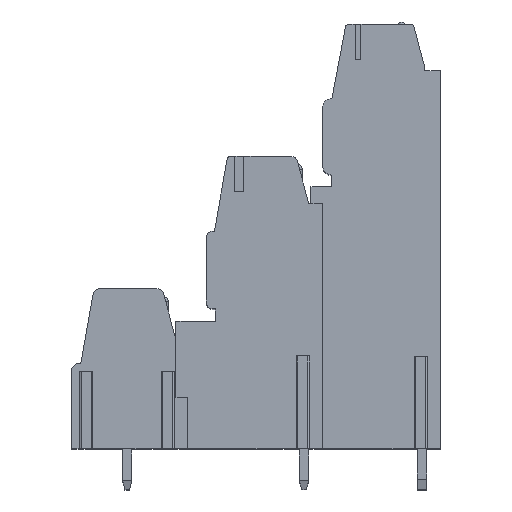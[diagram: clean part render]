
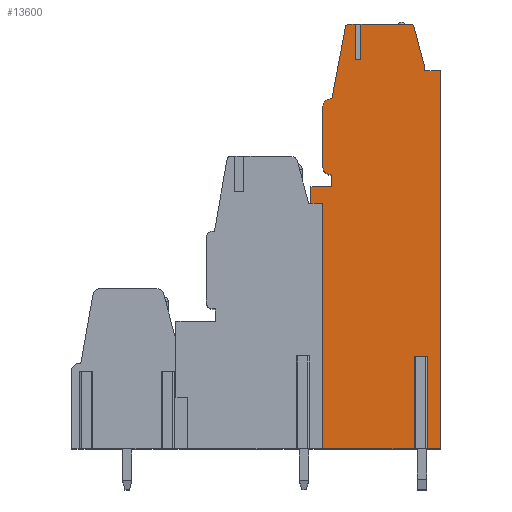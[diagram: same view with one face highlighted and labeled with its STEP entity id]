
A CAD part, top view. The second image highlights one B-rep face of the part: STEP entity #13600.
In plain terms, the highlighted planar face has unit normal (0, 0, 1).
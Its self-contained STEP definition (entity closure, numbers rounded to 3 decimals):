
#13=DIRECTION('',(0.,1.,0.));
#14=VECTOR('',#13,14.45);
#15=CARTESIAN_POINT('',(1.,-19.1,27.94));
#16=LINE('',#15,#14);
#17=DIRECTION('',(0.,-1.,0.));
#18=VECTOR('',#17,1.45);
#19=CARTESIAN_POINT('',(0.,3.5,27.94));
#20=LINE('',#19,#18);
#21=DIRECTION('',(-1.,0.,0.));
#22=VECTOR('',#21,1.8);
#23=CARTESIAN_POINT('',(1.8,3.5,27.94));
#24=LINE('',#23,#22);
#25=DIRECTION('',(0.,-1.,0.));
#26=VECTOR('',#25,1.);
#27=CARTESIAN_POINT('',(1.8,4.5,27.94));
#28=LINE('',#27,#26);
#29=CARTESIAN_POINT('',(1.8,5.3,27.94));
#30=DIRECTION('',(0.,0.,1.));
#31=DIRECTION('',(-1.,0.,0.));
#32=AXIS2_PLACEMENT_3D('',#29,#30,#31);
#34=DIRECTION('',(0.,-1.,0.));
#35=VECTOR('',#34,5.);
#36=CARTESIAN_POINT('',(1.,10.3,27.94));
#37=LINE('',#36,#35);
#38=CARTESIAN_POINT('',(1.8,10.3,27.94));
#39=DIRECTION('',(0.,0.,1.));
#40=DIRECTION('',(0.,1.,0.));
#41=AXIS2_PLACEMENT_3D('',#38,#39,#40);
#43=DIRECTION('',(-0.186,-0.983,0.));
#44=VECTOR('',#43,6.265);
#45=CARTESIAN_POINT('',(2.964,17.256,27.94));
#46=LINE('',#45,#44);
#47=CARTESIAN_POINT('',(3.259,17.2,27.94));
#48=DIRECTION('',(0.,0.,1.));
#49=DIRECTION('',(0.,1.,0.));
#50=AXIS2_PLACEMENT_3D('',#47,#48,#49);
#52=DIRECTION('',(-1.,0.,0.));
#53=VECTOR('',#52,0.551);
#54=CARTESIAN_POINT('',(3.81,17.5,27.94));
#55=LINE('',#54,#53);
#56=DIRECTION('',(0.,-1.,0.));
#57=VECTOR('',#56,3.05);
#58=CARTESIAN_POINT('',(3.81,17.5,27.94));
#59=LINE('',#58,#57);
#60=DIRECTION('',(1.,0.,0.));
#61=VECTOR('',#60,0.5);
#62=CARTESIAN_POINT('',(3.81,14.45,27.94));
#63=LINE('',#62,#61);
#64=DIRECTION('',(0.,-1.,0.));
#65=VECTOR('',#64,3.05);
#66=CARTESIAN_POINT('',(4.31,17.5,27.94));
#67=LINE('',#66,#65);
#68=DIRECTION('',(-1.,0.,0.));
#69=VECTOR('',#68,4.27);
#70=CARTESIAN_POINT('',(8.58,17.5,27.94));
#71=LINE('',#70,#69);
#72=CARTESIAN_POINT('',(8.58,17.2,27.94));
#73=DIRECTION('',(0.,0.,1.));
#74=DIRECTION('',(0.965,0.261,0.));
#75=AXIS2_PLACEMENT_3D('',#72,#73,#74);
#77=DIRECTION('',(-0.261,0.965,0.));
#78=VECTOR('',#77,3.539);
#79=CARTESIAN_POINT('',(9.792,13.861,27.94));
#80=LINE('',#79,#78);
#81=DIRECTION('',(-0.035,0.999,0.));
#82=VECTOR('',#81,0.361);
#83=CARTESIAN_POINT('',(9.805,13.5,27.94));
#84=LINE('',#83,#82);
#85=DIRECTION('',(-1.,0.,0.));
#86=VECTOR('',#85,1.355);
#87=CARTESIAN_POINT('',(11.16,13.5,27.94));
#88=LINE('',#87,#86);
#89=DIRECTION('',(0.,1.,0.));
#90=VECTOR('',#89,32.6);
#91=CARTESIAN_POINT('',(11.16,-19.1,27.94));
#92=LINE('',#91,#90);
#93=DIRECTION('',(1.,0.,0.));
#94=VECTOR('',#93,1.39);
#95=CARTESIAN_POINT('',(9.77,-19.1,27.94));
#96=LINE('',#95,#94);
#97=DIRECTION('',(0.,1.,0.));
#98=VECTOR('',#97,8.);
#99=CARTESIAN_POINT('',(9.77,-19.1,27.94));
#100=LINE('',#99,#98);
#101=DIRECTION('',(-1.,0.,0.));
#102=VECTOR('',#101,0.62);
#103=CARTESIAN_POINT('',(9.77,-11.1,27.94));
#104=LINE('',#103,#102);
#105=DIRECTION('',(0.,1.,0.));
#106=VECTOR('',#105,8.);
#107=CARTESIAN_POINT('',(9.15,-19.1,27.94));
#108=LINE('',#107,#106);
#109=DIRECTION('',(1.,0.,0.));
#110=VECTOR('',#109,8.15);
#111=CARTESIAN_POINT('',(1.,-19.1,27.94));
#112=LINE('',#111,#110);
#133=DIRECTION('',(-1.,0.,0.));
#134=VECTOR('',#133,1.195);
#135=CARTESIAN_POINT('',(1.,-4.65,27.94));
#136=LINE('',#135,#134);
#141=DIRECTION('',(-1.,0.,0.));
#142=VECTOR('',#141,0.195);
#143=CARTESIAN_POINT('',(0.,2.05,27.94));
#144=LINE('',#143,#142);
#181=DIRECTION('',(0.,-1.,0.));
#182=VECTOR('',#181,6.7);
#183=CARTESIAN_POINT('',(-0.195,2.05,27.94));
#184=LINE('',#183,#182);
#10649=CARTESIAN_POINT('',(11.16,-19.1,27.94));
#10650=CARTESIAN_POINT('',(11.16,13.5,27.94));
#10651=VERTEX_POINT('',#10649);
#10652=VERTEX_POINT('',#10650);
#10653=CARTESIAN_POINT('',(9.805,13.5,27.94));
#10654=VERTEX_POINT('',#10653);
#10655=CARTESIAN_POINT('',(9.792,13.861,27.94));
#10656=VERTEX_POINT('',#10655);
#10657=CARTESIAN_POINT('',(8.87,17.278,27.94));
#10658=VERTEX_POINT('',#10657);
#10659=CARTESIAN_POINT('',(8.58,17.5,27.94));
#10660=VERTEX_POINT('',#10659);
#10661=CARTESIAN_POINT('',(3.259,17.5,27.94));
#10662=CARTESIAN_POINT('',(2.964,17.256,27.94));
#10663=VERTEX_POINT('',#10661);
#10664=VERTEX_POINT('',#10662);
#10665=CARTESIAN_POINT('',(1.8,11.1,27.94));
#10666=VERTEX_POINT('',#10665);
#10667=CARTESIAN_POINT('',(1.,10.3,27.94));
#10668=VERTEX_POINT('',#10667);
#10669=CARTESIAN_POINT('',(1.,5.3,27.94));
#10670=VERTEX_POINT('',#10669);
#10671=CARTESIAN_POINT('',(1.8,4.5,27.94));
#10672=VERTEX_POINT('',#10671);
#10673=CARTESIAN_POINT('',(1.8,3.5,27.94));
#10674=VERTEX_POINT('',#10673);
#10675=CARTESIAN_POINT('',(0.,3.5,27.94));
#10676=VERTEX_POINT('',#10675);
#10775=CARTESIAN_POINT('',(1.,-19.1,27.94));
#10776=VERTEX_POINT('',#10775);
#10801=CARTESIAN_POINT('',(9.77,-11.1,27.94));
#10802=CARTESIAN_POINT('',(9.15,-11.1,27.94));
#10803=VERTEX_POINT('',#10801);
#10804=VERTEX_POINT('',#10802);
#10805=CARTESIAN_POINT('',(9.77,-19.1,27.94));
#10806=VERTEX_POINT('',#10805);
#10807=CARTESIAN_POINT('',(9.15,-19.1,27.94));
#10808=VERTEX_POINT('',#10807);
#10845=CARTESIAN_POINT('',(3.81,14.45,27.94));
#10846=CARTESIAN_POINT('',(4.31,14.45,27.94));
#10847=VERTEX_POINT('',#10845);
#10848=VERTEX_POINT('',#10846);
#10849=CARTESIAN_POINT('',(4.31,17.5,27.94));
#10850=VERTEX_POINT('',#10849);
#10851=CARTESIAN_POINT('',(3.81,17.5,27.94));
#10852=VERTEX_POINT('',#10851);
#11229=CARTESIAN_POINT('',(-0.195,-4.65,27.94));
#11231=VERTEX_POINT('',#11229);
#11233=CARTESIAN_POINT('',(0.,2.05,27.94));
#11234=CARTESIAN_POINT('',(-0.195,2.05,27.94));
#11235=VERTEX_POINT('',#11233);
#11236=VERTEX_POINT('',#11234);
#11241=CARTESIAN_POINT('',(1.,-4.65,27.94));
#11243=VERTEX_POINT('',#11241);
#13539=CARTESIAN_POINT('',(0.,0.,27.94));
#13540=DIRECTION('',(0.,0.,1.));
#13541=DIRECTION('',(1.,0.,0.));
#13542=AXIS2_PLACEMENT_3D('',#13539,#13540,#13541);
#13543=PLANE('',#13542);
#13545=ORIENTED_EDGE('',*,*,#13544,.T.);
#13547=ORIENTED_EDGE('',*,*,#13546,.T.);
#13549=ORIENTED_EDGE('',*,*,#13548,.F.);
#13551=ORIENTED_EDGE('',*,*,#13550,.F.);
#13553=ORIENTED_EDGE('',*,*,#13552,.F.);
#13555=ORIENTED_EDGE('',*,*,#13554,.F.);
#13557=ORIENTED_EDGE('',*,*,#13556,.F.);
#13559=ORIENTED_EDGE('',*,*,#13558,.F.);
#13561=ORIENTED_EDGE('',*,*,#13560,.F.);
#13563=ORIENTED_EDGE('',*,*,#13562,.F.);
#13565=ORIENTED_EDGE('',*,*,#13564,.F.);
#13567=ORIENTED_EDGE('',*,*,#13566,.F.);
#13569=ORIENTED_EDGE('',*,*,#13568,.F.);
#13571=ORIENTED_EDGE('',*,*,#13570,.T.);
#13573=ORIENTED_EDGE('',*,*,#13572,.T.);
#13575=ORIENTED_EDGE('',*,*,#13574,.F.);
#13577=ORIENTED_EDGE('',*,*,#13576,.F.);
#13579=ORIENTED_EDGE('',*,*,#13578,.F.);
#13581=ORIENTED_EDGE('',*,*,#13580,.F.);
#13583=ORIENTED_EDGE('',*,*,#13582,.F.);
#13585=ORIENTED_EDGE('',*,*,#13584,.F.);
#13587=ORIENTED_EDGE('',*,*,#13586,.F.);
#13589=ORIENTED_EDGE('',*,*,#13588,.F.);
#13591=ORIENTED_EDGE('',*,*,#13590,.T.);
#13593=ORIENTED_EDGE('',*,*,#13592,.T.);
#13595=ORIENTED_EDGE('',*,*,#13594,.F.);
#13597=ORIENTED_EDGE('',*,*,#13596,.F.);
#13598=EDGE_LOOP('',(#13545,#13547,#13549,#13551,#13553,#13555,#13557,#13559,
#13561,#13563,#13565,#13567,#13569,#13571,#13573,#13575,#13577,#13579,#13581,
#13583,#13585,#13587,#13589,#13591,#13593,#13595,#13597));
#13599=FACE_OUTER_BOUND('',#13598,.F.);
#33=CIRCLE('',#32,0.8);
#42=CIRCLE('',#41,0.8);
#51=CIRCLE('',#50,0.3);
#76=CIRCLE('',#75,0.3);
#13544=EDGE_CURVE('',#10776,#11243,#16,.T.);
#13546=EDGE_CURVE('',#11243,#11231,#136,.T.);
#13548=EDGE_CURVE('',#11236,#11231,#184,.T.);
#13550=EDGE_CURVE('',#11235,#11236,#144,.T.);
#13552=EDGE_CURVE('',#10676,#11235,#20,.T.);
#13554=EDGE_CURVE('',#10674,#10676,#24,.T.);
#13556=EDGE_CURVE('',#10672,#10674,#28,.T.);
#13558=EDGE_CURVE('',#10670,#10672,#33,.T.);
#13560=EDGE_CURVE('',#10668,#10670,#37,.T.);
#13562=EDGE_CURVE('',#10666,#10668,#42,.T.);
#13564=EDGE_CURVE('',#10664,#10666,#46,.T.);
#13566=EDGE_CURVE('',#10663,#10664,#51,.T.);
#13568=EDGE_CURVE('',#10852,#10663,#55,.T.);
#13570=EDGE_CURVE('',#10852,#10847,#59,.T.);
#13572=EDGE_CURVE('',#10847,#10848,#63,.T.);
#13574=EDGE_CURVE('',#10850,#10848,#67,.T.);
#13576=EDGE_CURVE('',#10660,#10850,#71,.T.);
#13578=EDGE_CURVE('',#10658,#10660,#76,.T.);
#13580=EDGE_CURVE('',#10656,#10658,#80,.T.);
#13582=EDGE_CURVE('',#10654,#10656,#84,.T.);
#13584=EDGE_CURVE('',#10652,#10654,#88,.T.);
#13586=EDGE_CURVE('',#10651,#10652,#92,.T.);
#13588=EDGE_CURVE('',#10806,#10651,#96,.T.);
#13590=EDGE_CURVE('',#10806,#10803,#100,.T.);
#13592=EDGE_CURVE('',#10803,#10804,#104,.T.);
#13594=EDGE_CURVE('',#10808,#10804,#108,.T.);
#13596=EDGE_CURVE('',#10776,#10808,#112,.T.);
#13600=ADVANCED_FACE('',(#13599),#13543,.T.);
